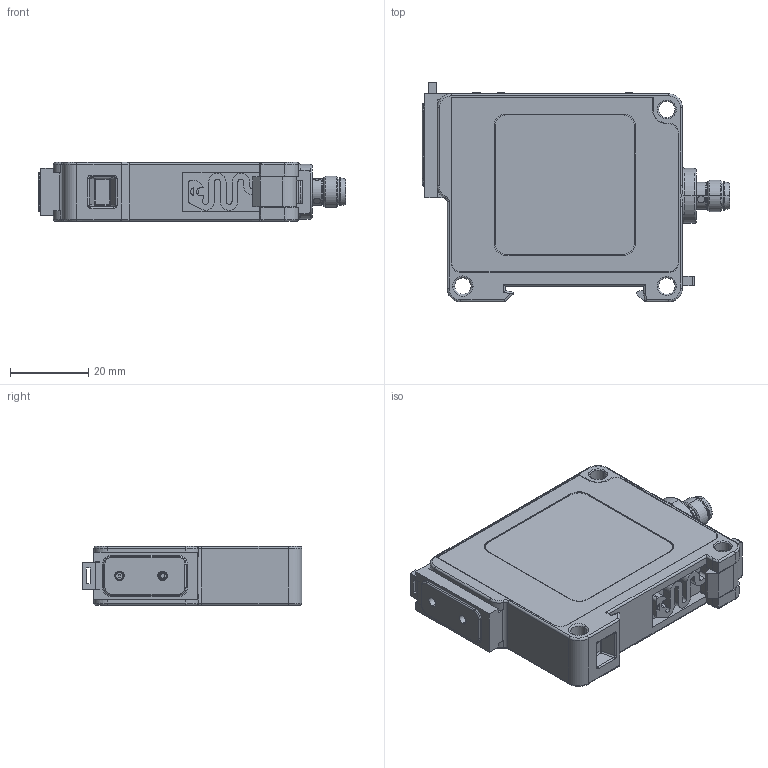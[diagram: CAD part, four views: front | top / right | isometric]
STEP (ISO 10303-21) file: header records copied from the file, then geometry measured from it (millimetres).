
FILE_DESCRIPTION (( 'STEP AP214' ), '1' );
FILE_NAME ('OPT2041.STEP', '2016-02-24T14:08:43', ( '' ), ( '' ), 'SwSTEP 2.0', 'SolidWorks 2014', '' );
FILE_SCHEMA (( 'AUTOMOTIVE_DESIGN' ));
Length unit declared in the file: inch
Products named in the file (1): OPT2041
Bounding box: 78.3 x 56 x 15.1 mm (x, y, z)
Volume: 46870.3 mm3; surface area: 12141.3 mm2
Topology: 1 solids, 6 shells, 659 faces, 1685 edges, 1074 vertices
Faces by surface type: plane 307, cylinder 205, bspline 72, torus 36, cone 31, sphere 8
Entity records: 29725 total; most frequent: CARTESIAN_POINT 5494, ORIENTED_EDGE 3346, DIRECTION 3084, EDGE_CURVE 1673, VERTEX_POINT 1070, AXIS2_PLACEMENT_3D 1042, LINE 1000, VECTOR 1000
